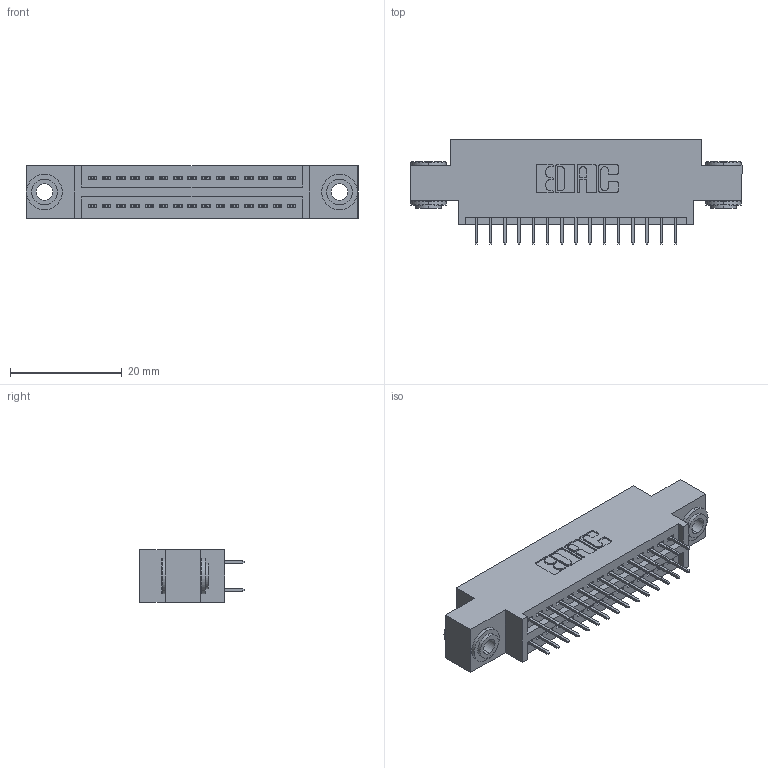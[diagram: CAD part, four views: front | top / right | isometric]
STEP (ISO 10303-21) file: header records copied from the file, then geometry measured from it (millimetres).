
FILE_DESCRIPTION (( 'STEP AP203' ), '1' );
FILE_NAME ('845-030-525-803.STEP', '2020-09-23T00:29:39', ( '' ), ( '' ), 'SwSTEP 2.0', 'SolidWorks 2020', '' );
FILE_SCHEMA (( 'CONFIG_CONTROL_DESIGN' ));
Length unit declared in the file: inch
Products named in the file (4): 845 Part_0.170 Offset - 0.156 Dia-TH; 345-250-002_345-250-002-102; 345-292-001_345-293-125; 845-030-525-803
Assembly tree (33 placements, depth 2):
  845-030-525-803
    845 Part_0.170 Offset - 0.156 Dia-TH
    345-292-001_345-293-125  x30
    345-250-002_345-250-002-102  x2
Bounding box: 59.31 x 18.72 x 9.4 mm (x, y, z)
Volume: 5367.3 mm3; surface area: 7610.5 mm2
Topology: 33 solids, 33 shells, 1788 faces, 5019 edges, 3222 vertices
Faces by surface type: plane 1264, cylinder 516, cone 8
Entity records: 16260 total; most frequent: CARTESIAN_POINT 2727, ORIENTED_EDGE 2654, DIRECTION 2469, EDGE_CURVE 1327, VECTOR 1115, LINE 1115, VERTEX_POINT 878, AXIS2_PLACEMENT_3D 677
